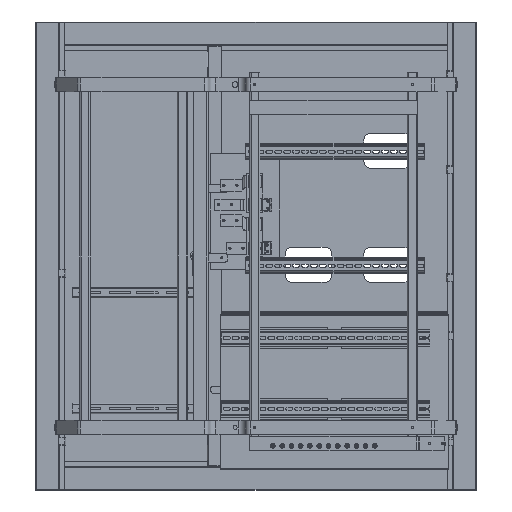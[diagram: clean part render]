
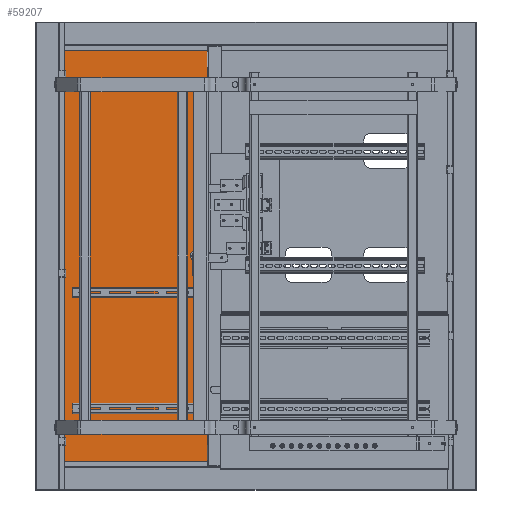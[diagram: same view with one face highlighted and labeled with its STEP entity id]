
A CAD part, left-side view. The second image highlights one B-rep face of the part: STEP entity #59207.
In plain terms, the highlighted face is planar.
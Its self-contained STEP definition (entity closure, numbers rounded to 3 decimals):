
#1018 = DIRECTION ( 'NONE',  ( 0., 1., 0. ) ) ;
#1638 = EDGE_CURVE ( 'NONE', #15122, #48202, #41505, .T. ) ;
#1804 = EDGE_CURVE ( 'NONE', #61252, #4419, #4428, .T. ) ;
#2913 = LINE ( 'NONE', #52174, #34366 ) ;
#3210 = CARTESIAN_POINT ( 'NONE',  ( -161.7, 2.3, -1. ) ) ;
#4419 = VERTEX_POINT ( 'NONE', #18560 ) ;
#4428 = LINE ( 'NONE', #25747, #38525 ) ;
#8324 = VERTEX_POINT ( 'NONE', #58256 ) ;
#8612 = ORIENTED_EDGE ( 'NONE', *, *, #1638, .F. ) ;
#9003 = DIRECTION ( 'NONE',  ( 0., -1., 0. ) ) ;
#10151 = VERTEX_POINT ( 'NONE', #63231 ) ;
#10853 = CARTESIAN_POINT ( 'NONE',  ( 161.7, 2.3, -1. ) ) ;
#11676 = EDGE_CURVE ( 'NONE', #48202, #17112, #18493, .T. ) ;
#12070 = CARTESIAN_POINT ( 'NONE',  ( -130.5, 451.5, -1. ) ) ;
#13140 = ORIENTED_EDGE ( 'NONE', *, *, #1804, .T. ) ;
#14174 = ORIENTED_EDGE ( 'NONE', *, *, #17803, .T. ) ;
#15122 = VERTEX_POINT ( 'NONE', #23558 ) ;
#15791 = FACE_OUTER_BOUND ( 'NONE', #38856, .T. ) ;
#17112 = VERTEX_POINT ( 'NONE', #3210 ) ;
#17586 = CARTESIAN_POINT ( 'NONE',  ( -161.7, 2.3, -1. ) ) ;
#17803 = EDGE_CURVE ( 'NONE', #10151, #61252, #41604, .T. ) ;
#18493 = LINE ( 'NONE', #45758, #50304 ) ;
#18560 = CARTESIAN_POINT ( 'NONE',  ( -139., 447.851, -1. ) ) ;
#19691 = DIRECTION ( 'NONE',  ( 0., 1., 0. ) ) ;
#20741 = EDGE_CURVE ( 'NONE', #33666, #10151, #2913, .T. ) ;
#21192 = DIRECTION ( 'NONE',  ( 1., 0., 0. ) ) ;
#23558 = CARTESIAN_POINT ( 'NONE',  ( 161.7, 900.7, -1. ) ) ;
#24225 = EDGE_CURVE ( 'NONE', #17112, #8324, #65447, .T. ) ;
#25066 = CARTESIAN_POINT ( 'NONE',  ( 164., 900.7, -1. ) ) ;
#25747 = CARTESIAN_POINT ( 'NONE',  ( -139., 455.149, -1. ) ) ;
#27582 = LINE ( 'NONE', #10853, #36729 ) ;
#28958 = ORIENTED_EDGE ( 'NONE', *, *, #66183, .F. ) ;
#33665 = DIRECTION ( 'NONE',  ( 1., 0., 0. ) ) ;
#33666 = VERTEX_POINT ( 'NONE', #34768 ) ;
#34206 = DIRECTION ( 'NONE',  ( 0., -1., 0. ) ) ;
#34366 = VECTOR ( 'NONE', #19691, 1000. ) ;
#34514 = DIRECTION ( 'NONE',  ( 1., 0., 0. ) ) ;
#34768 = CARTESIAN_POINT ( 'NONE',  ( -122., 447.851, -1. ) ) ;
#35583 = ORIENTED_EDGE ( 'NONE', *, *, #20741, .T. ) ;
#36729 = VECTOR ( 'NONE', #1018, 1000. ) ;
#38241 = AXIS2_PLACEMENT_3D ( 'NONE', #12070, #54681, #21192 ) ;
#38525 = VECTOR ( 'NONE', #9003, 1000. ) ;
#38856 = EDGE_LOOP ( 'NONE', ( #28958, #68786, #38896, #8612 ) ) ;
#38896 = ORIENTED_EDGE ( 'NONE', *, *, #11676, .F. ) ;
#40465 = CARTESIAN_POINT ( 'NONE',  ( -130.5, 451.5, -1. ) ) ;
#41505 = LINE ( 'NONE', #25066, #61981 ) ;
#41604 = CIRCLE ( 'NONE', #38241, 9.25 ) ;
#41973 = CIRCLE ( 'NONE', #63132, 9.25 ) ;
#42010 = CARTESIAN_POINT ( 'NONE',  ( 0., 0., -1. ) ) ;
#43097 = EDGE_CURVE ( 'NONE', #4419, #33666, #41973, .T. ) ;
#44660 = DIRECTION ( 'NONE',  ( 0., 0., 1. ) ) ;
#45758 = CARTESIAN_POINT ( 'NONE',  ( -161.7, 903., -1. ) ) ;
#48202 = VERTEX_POINT ( 'NONE', #55564 ) ;
#48766 = CARTESIAN_POINT ( 'NONE',  ( -139., 455.149, -1. ) ) ;
#50304 = VECTOR ( 'NONE', #34206, 1000. ) ;
#51956 = AXIS2_PLACEMENT_3D ( 'NONE', #42010, #63294, #62616 ) ;
#52146 = FACE_BOUND ( 'NONE', #58181, .T. ) ;
#52174 = CARTESIAN_POINT ( 'NONE',  ( -122., 455.149, -1. ) ) ;
#54681 = DIRECTION ( 'NONE',  ( 0., 0., 1. ) ) ;
#55564 = CARTESIAN_POINT ( 'NONE',  ( -161.7, 900.7, -1. ) ) ;
#58181 = EDGE_LOOP ( 'NONE', ( #13140, #61859, #35583, #14174 ) ) ;
#58256 = CARTESIAN_POINT ( 'NONE',  ( 161.7, 2.3, -1. ) ) ;
#58444 = VECTOR ( 'NONE', #33665, 1000. ) ;
#59207 = ADVANCED_FACE ( 'NONE', ( #52146, #15791 ), #67848, .F. ) ;
#61252 = VERTEX_POINT ( 'NONE', #48766 ) ;
#61859 = ORIENTED_EDGE ( 'NONE', *, *, #43097, .T. ) ;
#61981 = VECTOR ( 'NONE', #67679, 1000. ) ;
#62616 = DIRECTION ( 'NONE',  ( 1., 0., 0. ) ) ;
#63132 = AXIS2_PLACEMENT_3D ( 'NONE', #40465, #44660, #34514 ) ;
#63231 = CARTESIAN_POINT ( 'NONE',  ( -122., 455.149, -1. ) ) ;
#63294 = DIRECTION ( 'NONE',  ( 0., 0., 1. ) ) ;
#65447 = LINE ( 'NONE', #17586, #58444 ) ;
#66183 = EDGE_CURVE ( 'NONE', #8324, #15122, #27582, .T. ) ;
#67679 = DIRECTION ( 'NONE',  ( -1., 0., 0. ) ) ;
#67848 = PLANE ( 'NONE',  #51956 ) ;
#68786 = ORIENTED_EDGE ( 'NONE', *, *, #24225, .F. ) ;
